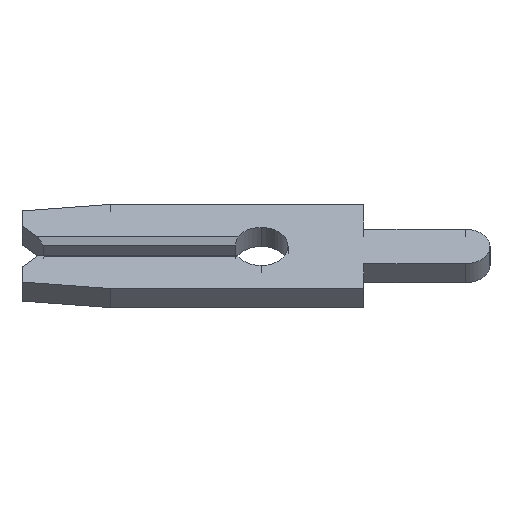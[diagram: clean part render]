
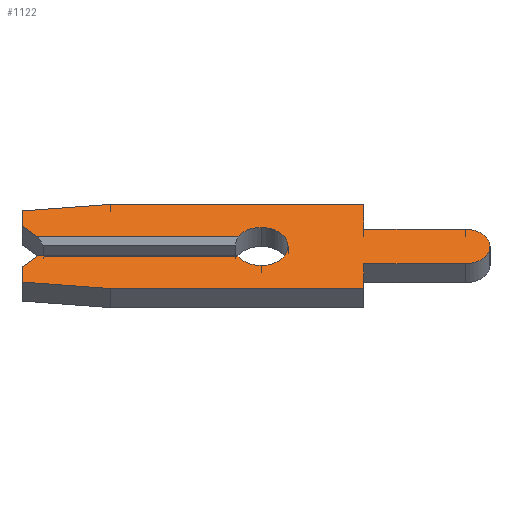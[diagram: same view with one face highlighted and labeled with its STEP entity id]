
A CAD part, left-side view. The second image highlights one B-rep face of the part: STEP entity #1122.
In plain terms, the highlighted face is planar.
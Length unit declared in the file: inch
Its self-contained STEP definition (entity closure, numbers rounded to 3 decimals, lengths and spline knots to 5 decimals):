
#1 = VECTOR ( 'NONE', #1195, 39.37008 ) ;
#18 = VERTEX_POINT ( 'NONE', #488 ) ;
#20 = LINE ( 'NONE', #144, #562 ) ;
#21 = CARTESIAN_POINT ( 'NONE',  ( -0.013, 0., -0.026 ) ) ;
#54 = CARTESIAN_POINT ( 'NONE',  ( -0.013, 0.231, -0.04857 ) ) ;
#72 = CARTESIAN_POINT ( 'NONE',  ( -0.013, -0.099, 0.0235 ) ) ;
#76 = CARTESIAN_POINT ( 'NONE',  ( -0.013, 0.2105, -0.0075 ) ) ;
#93 = CARTESIAN_POINT ( 'NONE',  ( -0.013, 0., -0.013 ) ) ;
#97 = DIRECTION ( 'NONE',  ( 1., 0., 0. ) ) ;
#99 = VERTEX_POINT ( 'NONE', #895 ) ;
#107 = CARTESIAN_POINT ( 'NONE',  ( -0.013, 0.146, -0.0575 ) ) ;
#109 = CARTESIAN_POINT ( 'NONE',  ( -0.013, 0.216, -0.013 ) ) ;
#130 = LINE ( 'NONE', #943, #352 ) ;
#136 = DIRECTION ( 'NONE',  ( 0., -1., 0. ) ) ;
#144 = CARTESIAN_POINT ( 'NONE',  ( -0.013, -0.099, -0.0235 ) ) ;
#155 = CARTESIAN_POINT ( 'NONE',  ( -0.013, 0.231, 0.028 ) ) ;
#158 = CARTESIAN_POINT ( 'NONE',  ( -0.013, 0., 0. ) ) ;
#165 = VECTOR ( 'NONE', #320, 39.37008 ) ;
#187 = CARTESIAN_POINT ( 'NONE',  ( -0.013, 0., 0. ) ) ;
#193 = LINE ( 'NONE', #534, #1474 ) ;
#205 = EDGE_CURVE ( 'NONE', #1257, #1334, #1235, .T. ) ;
#210 = DIRECTION ( 'NONE',  ( 1., 0., 0. ) ) ;
#222 = ORIENTED_EDGE ( 'NONE', *, *, #1051, .F. ) ;
#250 = DIRECTION ( 'NONE',  ( 0., -1., 0. ) ) ;
#268 = VERTEX_POINT ( 'NONE', #1509 ) ;
#283 = DIRECTION ( 'NONE',  ( 0., 0., -1. ) ) ;
#304 = LINE ( 'NONE', #54, #795 ) ;
#309 = ORIENTED_EDGE ( 'NONE', *, *, #683, .F. ) ;
#320 = DIRECTION ( 'NONE',  ( 0., -1., 0. ) ) ;
#343 = AXIS2_PLACEMENT_3D ( 'NONE', #1311, #604, #597 ) ;
#352 = VECTOR ( 'NONE', #250, 39.37008 ) ;
#357 = AXIS2_PLACEMENT_3D ( 'NONE', #187, #1487, #783 ) ;
#370 = CARTESIAN_POINT ( 'NONE',  ( -0.013, 0., 0.026 ) ) ;
#380 = DIRECTION ( 'NONE',  ( -1., 0., 0. ) ) ;
#384 = EDGE_CURVE ( 'NONE', #691, #1013, #741, .T. ) ;
#396 = VECTOR ( 'NONE', #457, 39.37008 ) ;
#416 = DIRECTION ( 'NONE',  ( 0., 0.707, 0.707 ) ) ;
#435 = CARTESIAN_POINT ( 'NONE',  ( -0.013, 0.231, 0.013 ) ) ;
#445 = EDGE_CURVE ( 'NONE', #598, #18, #723, .T. ) ;
#446 = DIRECTION ( 'NONE',  ( 0., 0., -1. ) ) ;
#457 = DIRECTION ( 'NONE',  ( 0., -1., 0. ) ) ;
#460 = ORIENTED_EDGE ( 'NONE', *, *, #746, .F. ) ;
#461 = VERTEX_POINT ( 'NONE', #850 ) ;
#469 = FACE_OUTER_BOUND ( 'NONE', #628, .T. ) ;
#485 = EDGE_CURVE ( 'NONE', #800, #1184, #1126, .T. ) ;
#488 = CARTESIAN_POINT ( 'NONE',  ( -0.013, 0.02252, -0.013 ) ) ;
#496 = ORIENTED_EDGE ( 'NONE', *, *, #1205, .F. ) ;
#512 = ORIENTED_EDGE ( 'NONE', *, *, #1385, .F. ) ;
#530 = VERTEX_POINT ( 'NONE', #370 ) ;
#534 = CARTESIAN_POINT ( 'NONE',  ( -0.013, -0.099, 0.0575 ) ) ;
#562 = VECTOR ( 'NONE', #1465, 39.37008 ) ;
#575 = VECTOR ( 'NONE', #1285, 39.37008 ) ;
#584 = EDGE_CURVE ( 'NONE', #1153, #1338, #1336, .T. ) ;
#597 = DIRECTION ( 'NONE',  ( 0., 0., -1. ) ) ;
#598 = VERTEX_POINT ( 'NONE', #109 ) ;
#602 = VERTEX_POINT ( 'NONE', #1438 ) ;
#604 = DIRECTION ( 'NONE',  ( -1., 0., 0. ) ) ;
#609 = VECTOR ( 'NONE', #690, 39.37008 ) ;
#628 = EDGE_LOOP ( 'NONE', ( #934, #1380, #1173, #512, #1505, #1481, #946, #222, #1384, #460, #919, #496, #1151, #933, #309, #1262, #718, #636 ) ) ;
#634 = LINE ( 'NONE', #1054, #1 ) ;
#636 = ORIENTED_EDGE ( 'NONE', *, *, #966, .F. ) ;
#657 = CARTESIAN_POINT ( 'NONE',  ( -0.013, -0.099, -0.0235 ) ) ;
#670 = CARTESIAN_POINT ( 'NONE',  ( -0.013, 0.02252, 0.013 ) ) ;
#683 = EDGE_CURVE ( 'NONE', #1334, #268, #130, .T. ) ;
#688 = CARTESIAN_POINT ( 'NONE',  ( -0.013, 0.231, 0.04857 ) ) ;
#690 = DIRECTION ( 'NONE',  ( 0., 0., 1. ) ) ;
#691 = VERTEX_POINT ( 'NONE', #702 ) ;
#702 = CARTESIAN_POINT ( 'NONE',  ( -0.013, 0.216, 0.013 ) ) ;
#711 = CIRCLE ( 'NONE', #1030, 0.026 ) ;
#718 = ORIENTED_EDGE ( 'NONE', *, *, #1299, .F. ) ;
#723 = LINE ( 'NONE', #93, #396 ) ;
#741 = LINE ( 'NONE', #435, #165 ) ;
#746 = EDGE_CURVE ( 'NONE', #964, #1153, #634, .T. ) ;
#769 = EDGE_CURVE ( 'NONE', #530, #1013, #711, .T. ) ;
#783 = DIRECTION ( 'NONE',  ( 0., 0., -1. ) ) ;
#795 = VECTOR ( 'NONE', #899, 39.37008 ) ;
#800 = VERTEX_POINT ( 'NONE', #1206 ) ;
#820 = CARTESIAN_POINT ( 'NONE',  ( -0.013, 0.231, 0.04857 ) ) ;
#822 = VECTOR ( 'NONE', #136, 39.37008 ) ;
#836 = EDGE_CURVE ( 'NONE', #602, #964, #20, .T. ) ;
#838 = VERTEX_POINT ( 'NONE', #21 ) ;
#850 = CARTESIAN_POINT ( 'NONE',  ( -0.013, 0.231, -0.04857 ) ) ;
#895 = CARTESIAN_POINT ( 'NONE',  ( -0.013, 0.231, -0.028 ) ) ;
#899 = DIRECTION ( 'NONE',  ( 0., 0.995, 0.105 ) ) ;
#906 = LINE ( 'NONE', #155, #1298 ) ;
#919 = ORIENTED_EDGE ( 'NONE', *, *, #836, .F. ) ;
#920 = PLANE ( 'NONE',  #1390 ) ;
#925 = CARTESIAN_POINT ( 'NONE',  ( -0.013, -0.1975, 0. ) ) ;
#933 = ORIENTED_EDGE ( 'NONE', *, *, #1075, .F. ) ;
#934 = ORIENTED_EDGE ( 'NONE', *, *, #384, .T. ) ;
#942 = DIRECTION ( 'NONE',  ( 0., 0., 1. ) ) ;
#943 = CARTESIAN_POINT ( 'NONE',  ( -0.013, 0.146, 0.0575 ) ) ;
#946 = ORIENTED_EDGE ( 'NONE', *, *, #1119, .F. ) ;
#954 = CIRCLE ( 'NONE', #343, 0.026 ) ;
#964 = VERTEX_POINT ( 'NONE', #657 ) ;
#966 = EDGE_CURVE ( 'NONE', #691, #1082, #1142, .T. ) ;
#991 = VECTOR ( 'NONE', #1044, 39.37008 ) ;
#994 = AXIS2_PLACEMENT_3D ( 'NONE', #925, #210, #1157 ) ;
#1001 = LINE ( 'NONE', #1499, #609 ) ;
#1012 = CARTESIAN_POINT ( 'NONE',  ( -0.013, 0.231, 0.028 ) ) ;
#1013 = VERTEX_POINT ( 'NONE', #670 ) ;
#1029 = CARTESIAN_POINT ( 'NONE',  ( -0.013, -0.1975, 0.0235 ) ) ;
#1030 = AXIS2_PLACEMENT_3D ( 'NONE', #158, #380, #283 ) ;
#1033 = EDGE_CURVE ( 'NONE', #838, #530, #1495, .T. ) ;
#1044 = DIRECTION ( 'NONE',  ( 0., -0.707, 0.707 ) ) ;
#1051 = EDGE_CURVE ( 'NONE', #1338, #461, #304, .T. ) ;
#1054 = CARTESIAN_POINT ( 'NONE',  ( -0.013, -0.099, -0.0575 ) ) ;
#1073 = CARTESIAN_POINT ( 'NONE',  ( -0.013, 0.146, -0.0575 ) ) ;
#1075 = EDGE_CURVE ( 'NONE', #268, #800, #193, .T. ) ;
#1077 = CARTESIAN_POINT ( 'NONE',  ( -0.013, 0., 0. ) ) ;
#1082 = VERTEX_POINT ( 'NONE', #1012 ) ;
#1085 = VECTOR ( 'NONE', #1445, 39.37008 ) ;
#1119 = EDGE_CURVE ( 'NONE', #461, #99, #1001, .T. ) ;
#1122 = ADVANCED_FACE ( 'NONE', ( #469 ), #920, .F. ) ;
#1126 = LINE ( 'NONE', #72, #822 ) ;
#1132 = DIRECTION ( 'NONE',  ( 0., 0., -1. ) ) ;
#1142 = LINE ( 'NONE', #1365, #1225 ) ;
#1149 = EDGE_CURVE ( 'NONE', #99, #598, #1272, .T. ) ;
#1151 = ORIENTED_EDGE ( 'NONE', *, *, #485, .F. ) ;
#1153 = VERTEX_POINT ( 'NONE', #1271 ) ;
#1157 = DIRECTION ( 'NONE',  ( 0., 0., 1. ) ) ;
#1173 = ORIENTED_EDGE ( 'NONE', *, *, #1033, .F. ) ;
#1176 = CARTESIAN_POINT ( 'NONE',  ( -0.013, 0.146, 0.0575 ) ) ;
#1184 = VERTEX_POINT ( 'NONE', #1029 ) ;
#1195 = DIRECTION ( 'NONE',  ( 0., 0., -1. ) ) ;
#1205 = EDGE_CURVE ( 'NONE', #1184, #602, #1352, .T. ) ;
#1206 = CARTESIAN_POINT ( 'NONE',  ( -0.013, -0.099, 0.0235 ) ) ;
#1225 = VECTOR ( 'NONE', #416, 39.37008 ) ;
#1235 = LINE ( 'NONE', #688, #575 ) ;
#1257 = VERTEX_POINT ( 'NONE', #820 ) ;
#1262 = ORIENTED_EDGE ( 'NONE', *, *, #205, .F. ) ;
#1271 = CARTESIAN_POINT ( 'NONE',  ( -0.013, -0.099, -0.0575 ) ) ;
#1272 = LINE ( 'NONE', #76, #991 ) ;
#1285 = DIRECTION ( 'NONE',  ( 0., -0.995, 0.105 ) ) ;
#1298 = VECTOR ( 'NONE', #942, 39.37008 ) ;
#1299 = EDGE_CURVE ( 'NONE', #1082, #1257, #906, .T. ) ;
#1311 = CARTESIAN_POINT ( 'NONE',  ( -0.013, 0., 0. ) ) ;
#1334 = VERTEX_POINT ( 'NONE', #1176 ) ;
#1336 = LINE ( 'NONE', #107, #1085 ) ;
#1338 = VERTEX_POINT ( 'NONE', #1073 ) ;
#1352 = CIRCLE ( 'NONE', #994, 0.0235 ) ;
#1365 = CARTESIAN_POINT ( 'NONE',  ( -0.013, 0.2105, 0.0075 ) ) ;
#1380 = ORIENTED_EDGE ( 'NONE', *, *, #769, .F. ) ;
#1384 = ORIENTED_EDGE ( 'NONE', *, *, #584, .F. ) ;
#1385 = EDGE_CURVE ( 'NONE', #18, #838, #954, .T. ) ;
#1390 = AXIS2_PLACEMENT_3D ( 'NONE', #1077, #97, #446 ) ;
#1438 = CARTESIAN_POINT ( 'NONE',  ( -0.013, -0.1975, -0.0235 ) ) ;
#1445 = DIRECTION ( 'NONE',  ( 0., 1., 0. ) ) ;
#1465 = DIRECTION ( 'NONE',  ( 0., 1., 0. ) ) ;
#1474 = VECTOR ( 'NONE', #1132, 39.37008 ) ;
#1481 = ORIENTED_EDGE ( 'NONE', *, *, #1149, .F. ) ;
#1487 = DIRECTION ( 'NONE',  ( -1., 0., 0. ) ) ;
#1495 = CIRCLE ( 'NONE', #357, 0.026 ) ;
#1499 = CARTESIAN_POINT ( 'NONE',  ( -0.013, 0.231, -0.028 ) ) ;
#1505 = ORIENTED_EDGE ( 'NONE', *, *, #445, .F. ) ;
#1509 = CARTESIAN_POINT ( 'NONE',  ( -0.013, -0.099, 0.0575 ) ) ;
